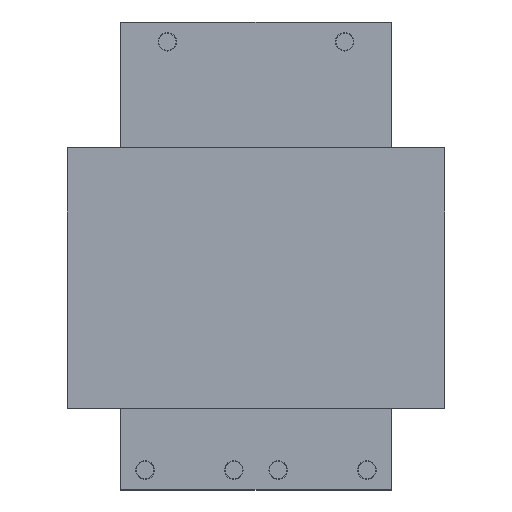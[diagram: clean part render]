
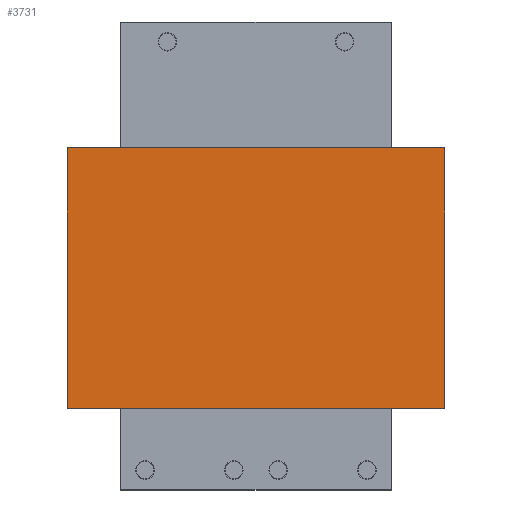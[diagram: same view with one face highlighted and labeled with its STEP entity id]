
A CAD part, top view. The second image highlights one B-rep face of the part: STEP entity #3731.
In plain terms, the highlighted planar face has unit normal (0, 0, 1).
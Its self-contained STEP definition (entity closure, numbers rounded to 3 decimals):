
#3281=DIRECTION('',(1.,0.,0.));
#3282=VECTOR('',#3281,822.96);
#3283=CARTESIAN_POINT('',(-467.67,-513.915,320.04));
#3284=LINE('',#3283,#3282);
#3328=DIRECTION('',(-1.,0.,0.));
#3329=VECTOR('',#3328,822.96);
#3330=CARTESIAN_POINT('',(355.29,-1082.875,320.04));
#3331=LINE('',#3330,#3329);
#3352=DIRECTION('',(0.,1.,0.));
#3353=VECTOR('',#3352,568.96);
#3354=CARTESIAN_POINT('',(-467.67,-1082.875,320.04));
#3355=LINE('',#3354,#3353);
#3356=DIRECTION('',(0.,-1.,0.));
#3357=VECTOR('',#3356,568.96);
#3358=CARTESIAN_POINT('',(355.29,-513.915,320.04));
#3359=LINE('',#3358,#3357);
#3394=CARTESIAN_POINT('',(355.29,-1082.875,320.04));
#3395=CARTESIAN_POINT('',(-467.67,-1082.875,320.04));
#3396=VERTEX_POINT('',#3394);
#3397=VERTEX_POINT('',#3395);
#3398=CARTESIAN_POINT('',(355.29,-513.915,320.04));
#3399=VERTEX_POINT('',#3398);
#3400=CARTESIAN_POINT('',(-467.67,-513.915,320.04));
#3401=VERTEX_POINT('',#3400);
#3719=CARTESIAN_POINT('',(-56.19,-798.395,320.04));
#3720=DIRECTION('',(0.,0.,1.));
#3721=DIRECTION('',(-1.,0.,0.));
#3722=AXIS2_PLACEMENT_3D('',#3719,#3720,#3721);
#3723=PLANE('',#3722);
#3724=ORIENTED_EDGE('',*,*,#3681,.T.);
#3725=ORIENTED_EDGE('',*,*,#3706,.T.);
#3726=ORIENTED_EDGE('',*,*,#3534,.T.);
#3728=ORIENTED_EDGE('',*,*,#3727,.T.);
#3729=EDGE_LOOP('',(#3724,#3725,#3726,#3728));
#3730=FACE_OUTER_BOUND('',#3729,.F.);
#3731=ADVANCED_FACE('',(#3730),#3723,.T.);
#3534=EDGE_CURVE('',#3401,#3399,#3284,.T.);
#3681=EDGE_CURVE('',#3396,#3397,#3331,.T.);
#3706=EDGE_CURVE('',#3397,#3401,#3355,.T.);
#3727=EDGE_CURVE('',#3399,#3396,#3359,.T.);
